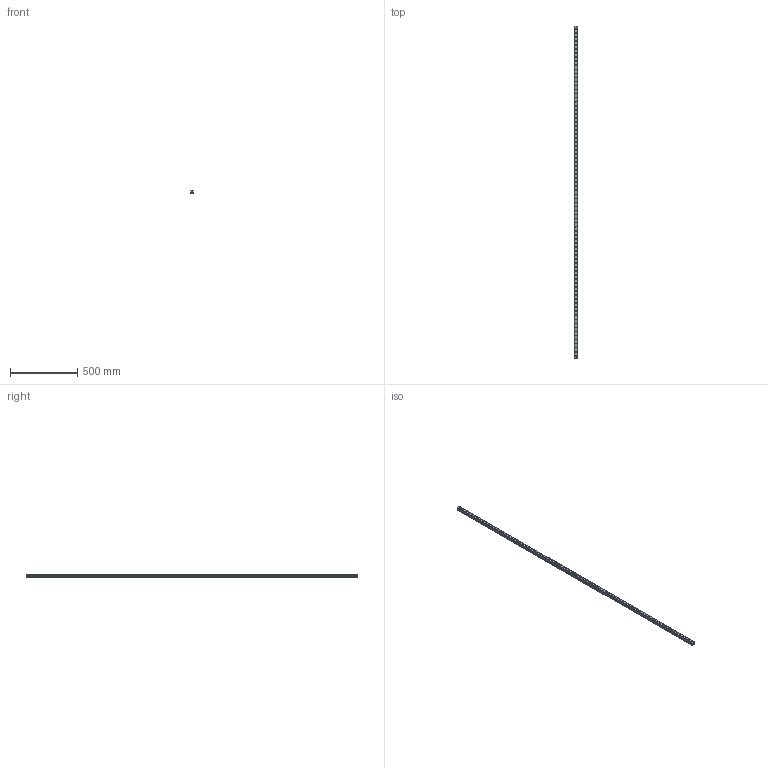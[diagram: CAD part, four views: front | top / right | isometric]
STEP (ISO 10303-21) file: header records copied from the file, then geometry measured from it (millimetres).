
FILE_DESCRIPTION(('STEP AP214'),'1');
FILE_NAME('cctmp_898D7361-7049-46FC-A7B1-0582E5F09B97_2021_03_11_10_11_22_0915..stp','2021-03-11T09:11:23',('HIWIN GmbH'),('CADClick - www.CADClick.com'),'Spatial InterOp 3D',' ','unknown authorization');
FILE_SCHEMA(('AUTOMOTIVE_DESIGN'));
Length unit declared in the file: millimetre
Products named in the file (1): RGR25R2470H_FILE
Bounding box: 23 x 2470 x 23.6 mm (x, y, z)
Volume: 990958.7 mm3; surface area: 306425.4 mm2
Topology: 1 solids, 1 shells, 855 faces, 1809 edges, 1206 vertices
Faces by surface type: cylinder 510, plane 345
Entity records: 30307 total; most frequent: DIRECTION 4541, CARTESIAN_POINT 3871, ORIENTED_EDGE 3618, AXIS2_PLACEMENT_3D 1876, EDGE_CURVE 1809, VERTEX_POINT 1206, EDGE_LOOP 1105, CIRCLE 1020
